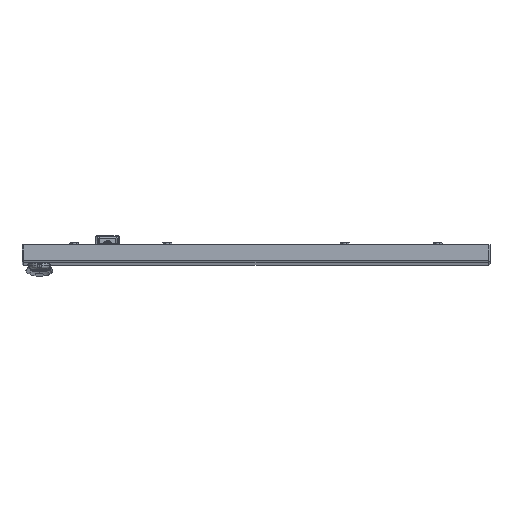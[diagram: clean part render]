
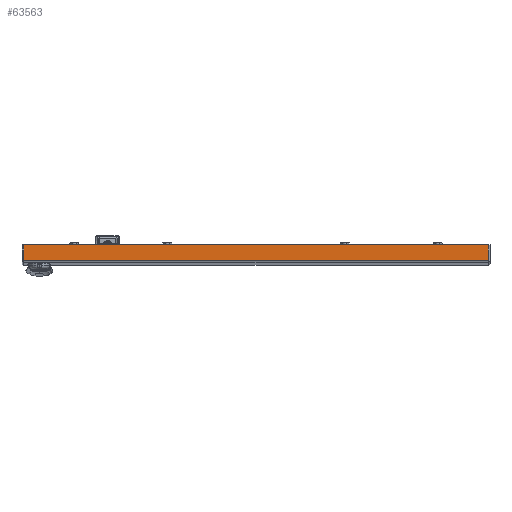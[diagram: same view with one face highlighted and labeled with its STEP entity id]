
A CAD part, top view. The second image highlights one B-rep face of the part: STEP entity #63563.
In plain terms, the highlighted planar face has unit normal (0, 0, 1).
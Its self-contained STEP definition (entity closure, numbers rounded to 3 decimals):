
#1850 = CARTESIAN_POINT ( 'NONE',  ( -2060.989, -2., 1092. ) ) ;
#1873 = LINE ( 'NONE', #38261, #21007 ) ;
#4195 = EDGE_CURVE ( 'NONE', #36391, #61479, #12347, .T. ) ;
#5670 = CARTESIAN_POINT ( 'NONE',  ( -293.997, 20., 1092. ) ) ;
#8131 = LINE ( 'NONE', #38158, #14737 ) ;
#8467 = EDGE_CURVE ( 'NONE', #20374, #61479, #1873, .T. ) ;
#10870 = CARTESIAN_POINT ( 'NONE',  ( 293.997, 0.002, 1092. ) ) ;
#11326 = DIRECTION ( 'NONE',  ( 0., 1., 0. ) ) ;
#12019 = CARTESIAN_POINT ( 'NONE',  ( -2060.989, 20., 1092. ) ) ;
#12347 = LINE ( 'NONE', #12019, #46780 ) ;
#14640 = LINE ( 'NONE', #53589, #19222 ) ;
#14737 = VECTOR ( 'NONE', #33101, 1000. ) ;
#18740 = CARTESIAN_POINT ( 'NONE',  ( -293.997, 0.002, 1092. ) ) ;
#19222 = VECTOR ( 'NONE', #55474, 1000. ) ;
#20374 = VERTEX_POINT ( 'NONE', #10870 ) ;
#20688 = EDGE_LOOP ( 'NONE', ( #52159, #56989, #45586, #60812 ) ) ;
#21007 = VECTOR ( 'NONE', #11326, 1000. ) ;
#27472 = FACE_OUTER_BOUND ( 'NONE', #20688, .T. ) ;
#27802 = DIRECTION ( 'NONE',  ( 0., 0., -1. ) ) ;
#32006 = CARTESIAN_POINT ( 'NONE',  ( 293.997, 20., 1092. ) ) ;
#33101 = DIRECTION ( 'NONE',  ( 1., 0., 0. ) ) ;
#36391 = VERTEX_POINT ( 'NONE', #5670 ) ;
#36498 = EDGE_CURVE ( 'NONE', #36391, #63369, #14640, .T. ) ;
#38158 = CARTESIAN_POINT ( 'NONE',  ( -2060.989, 0.002, 1092. ) ) ;
#38261 = CARTESIAN_POINT ( 'NONE',  ( 293.997, -2., 1092. ) ) ;
#44666 = AXIS2_PLACEMENT_3D ( 'NONE', #1850, #27802, #48706 ) ;
#45586 = ORIENTED_EDGE ( 'NONE', *, *, #4195, .F. ) ;
#46186 = EDGE_CURVE ( 'NONE', #63369, #20374, #8131, .T. ) ;
#46780 = VECTOR ( 'NONE', #53510, 1000. ) ;
#48054 = PLANE ( 'NONE',  #44666 ) ;
#48706 = DIRECTION ( 'NONE',  ( 0., -1., 0. ) ) ;
#52159 = ORIENTED_EDGE ( 'NONE', *, *, #46186, .T. ) ;
#53510 = DIRECTION ( 'NONE',  ( 1., 0., 0. ) ) ;
#53589 = CARTESIAN_POINT ( 'NONE',  ( -293.997, -2., 1092. ) ) ;
#55474 = DIRECTION ( 'NONE',  ( 0., -1., 0. ) ) ;
#56989 = ORIENTED_EDGE ( 'NONE', *, *, #8467, .T. ) ;
#60812 = ORIENTED_EDGE ( 'NONE', *, *, #36498, .T. ) ;
#61479 = VERTEX_POINT ( 'NONE', #32006 ) ;
#63369 = VERTEX_POINT ( 'NONE', #18740 ) ;
#63563 = ADVANCED_FACE ( 'NONE', ( #27472 ), #48054, .F. ) ;
